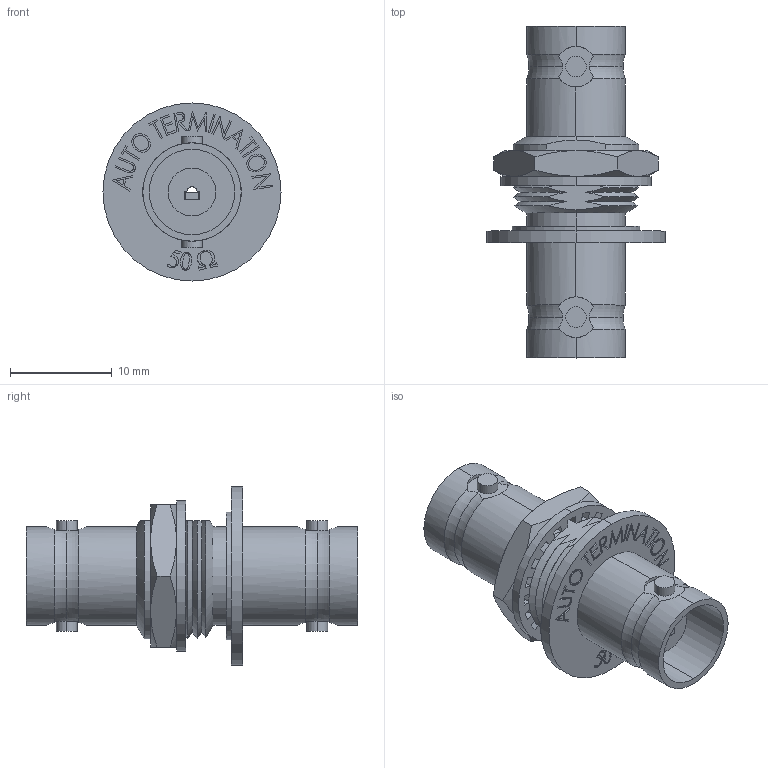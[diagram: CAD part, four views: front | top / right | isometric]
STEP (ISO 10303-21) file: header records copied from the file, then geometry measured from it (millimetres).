
FILE_DESCRIPTION (( 'STEP AP214' ), '1' );
FILE_NAME ('FMAD10075_3D.step', '2025-02-24T20:24:49', ( '' ), ( '' ), 'SwSTEP 2.0', 'SolidWorks 2022', '' );
FILE_SCHEMA (( 'AUTOMOTIVE_DESIGN' ));
Length unit declared in the file: inch
Products named in the file (4): FMAD10075_3D; Copy of 3AA02-008^FMAD10075; Copy of BA307^FMAD10075; Copy of 3AA03-005^FMAD10075
Assembly tree (3 placements, depth 2):
  FMAD10075_3D
    Copy of BA307^FMAD10075
    Copy of 3AA02-008^FMAD10075
    Copy of 3AA03-005^FMAD10075
Bounding box: 17.48 x 32.56 x 17.48 mm (x, y, z)
Volume: 2202.5 mm3; surface area: 3068 mm2
Topology: 3 solids, 3 shells, 438 faces, 1163 edges, 768 vertices
Faces by surface type: plane 247, cylinder 86, bspline 63, cone 34, torus 8
Entity records: 21960 total; most frequent: CARTESIAN_POINT 6948, ORIENTED_EDGE 2326, DIRECTION 1906, EDGE_CURVE 1163, VERTEX_POINT 768, VECTOR 726, LINE 726, AXIS2_PLACEMENT_3D 590
